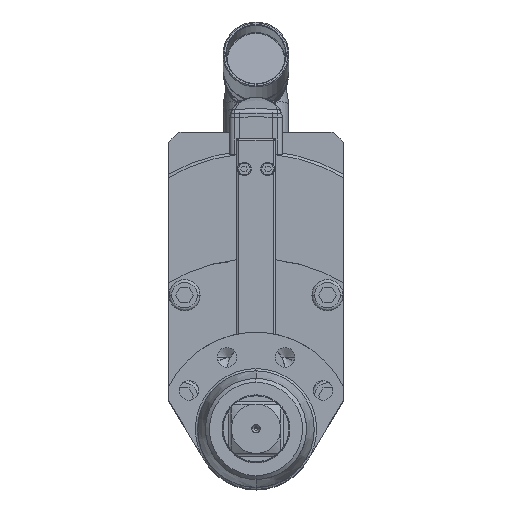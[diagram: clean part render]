
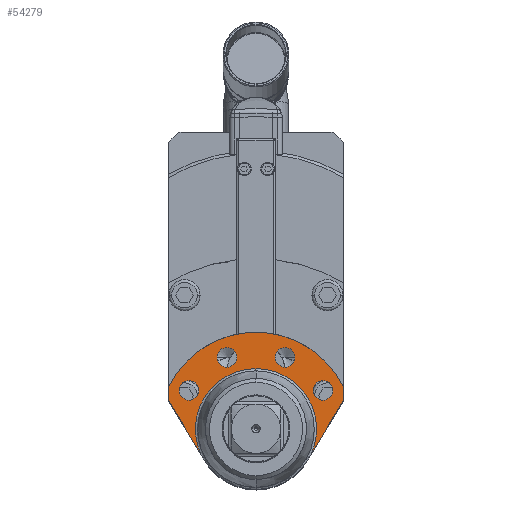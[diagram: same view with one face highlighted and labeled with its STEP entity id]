
A CAD part, top view. The second image highlights one B-rep face of the part: STEP entity #54279.
In plain terms, the highlighted planar face has unit normal (0, 0, 1).
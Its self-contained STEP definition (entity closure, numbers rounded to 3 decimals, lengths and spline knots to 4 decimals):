
#19710=CARTESIAN_POINT('',(0.,-4.2661,24.7441));
#19711=DIRECTION('',(0.,0.,-1.));
#19712=DIRECTION('',(-0.91,-0.415,0.));
#19713=AXIS2_PLACEMENT_3D('',#19710,#19711,#19712);
#19715=DIRECTION('',(-0.515,0.857,0.));
#19716=VECTOR('',#19715,1.2698);
#19717=CARTESIAN_POINT('',(-1.1177,-4.7757,
24.7441));
#19718=LINE('',#19717,#19716);
#19719=DIRECTION('',(0.,1.,0.));
#19720=VECTOR('',#19719,0.2792);
#19721=CARTESIAN_POINT('',(-1.7717,-3.6873,
24.7441));
#19722=LINE('',#19721,#19720);
#19723=CARTESIAN_POINT('',(0.,-4.2661,24.7441));
#19724=DIRECTION('',(0.,0.,-1.));
#19725=DIRECTION('',(-0.9,0.436,0.));
#19726=AXIS2_PLACEMENT_3D('',#19723,#19724,#19725);
#19728=DIRECTION('',(0.,-1.,0.));
#19729=VECTOR('',#19728,0.2792);
#19730=CARTESIAN_POINT('',(1.7717,-3.4081,
24.7441));
#19731=LINE('',#19730,#19729);
#19732=DIRECTION('',(-0.515,-0.857,0.));
#19733=VECTOR('',#19732,1.2698);
#19734=CARTESIAN_POINT('',(1.7717,-3.6873,
24.7441));
#19735=LINE('',#19734,#19733);
#19736=CARTESIAN_POINT('',(0.,-4.2661,24.7441));
#19737=DIRECTION('',(0.,0.,-1.));
#19738=DIRECTION('',(0.,1.,0.));
#19739=AXIS2_PLACEMENT_3D('',#19736,#19737,#19738);
#19741=CARTESIAN_POINT('',(0.5906,-2.8094,
24.7441));
#19742=DIRECTION('',(0.,0.,1.));
#19743=DIRECTION('',(1.,0.,0.));
#19744=AXIS2_PLACEMENT_3D('',#19741,#19742,#19743);
#19746=CARTESIAN_POINT('',(0.5906,-2.8094,
24.7441));
#19747=DIRECTION('',(0.,0.,1.));
#19748=DIRECTION('',(-1.,0.,0.));
#19749=AXIS2_PLACEMENT_3D('',#19746,#19747,#19748);
#19751=CARTESIAN_POINT('',(-0.5906,-2.8094,
24.7441));
#19752=DIRECTION('',(0.,0.,-1.));
#19753=DIRECTION('',(-1.,0.,0.));
#19754=AXIS2_PLACEMENT_3D('',#19751,#19752,#19753);
#19756=CARTESIAN_POINT('',(-0.5906,-2.8094,
24.7441));
#19757=DIRECTION('',(0.,0.,-1.));
#19758=DIRECTION('',(1.,0.,0.));
#19759=AXIS2_PLACEMENT_3D('',#19756,#19757,#19758);
#19761=CARTESIAN_POINT('',(1.3583,-3.4787,
24.7441));
#19762=DIRECTION('',(0.,0.,-1.));
#19763=DIRECTION('',(-1.,0.,0.));
#19764=AXIS2_PLACEMENT_3D('',#19761,#19762,#19763);
#19766=CARTESIAN_POINT('',(1.3583,-3.4787,
24.7441));
#19767=DIRECTION('',(0.,0.,-1.));
#19768=DIRECTION('',(1.,0.,0.));
#19769=AXIS2_PLACEMENT_3D('',#19766,#19767,#19768);
#19771=CARTESIAN_POINT('',(-1.3583,-3.4787,
24.7441));
#19772=DIRECTION('',(0.,0.,-1.));
#19773=DIRECTION('',(-1.,0.,0.));
#19774=AXIS2_PLACEMENT_3D('',#19771,#19772,#19773);
#19776=CARTESIAN_POINT('',(-1.3583,-3.4787,
24.7441));
#19777=DIRECTION('',(0.,0.,-1.));
#19778=DIRECTION('',(1.,0.,0.));
#19779=AXIS2_PLACEMENT_3D('',#19776,#19777,#19778);
#24447=CARTESIAN_POINT('',(-1.7717,-3.6873,
24.7441));
#24448=CARTESIAN_POINT('',(-1.7717,-3.4081,
24.7441));
#24449=VERTEX_POINT('',#24447);
#24450=VERTEX_POINT('',#24448);
#24451=CARTESIAN_POINT('',(1.7717,-3.4081,
24.7441));
#24452=VERTEX_POINT('',#24451);
#24453=CARTESIAN_POINT('',(1.7717,-3.6873,
24.7441));
#24454=VERTEX_POINT('',#24453);
#24463=CARTESIAN_POINT('',(0.3916,-2.8094,
24.7441));
#24464=VERTEX_POINT('',#24463);
#24465=CARTESIAN_POINT('',(0.7895,-2.8094,
24.7441));
#24466=VERTEX_POINT('',#24465);
#24491=CARTESIAN_POINT('',(-1.1177,-4.7757,
24.7441));
#24492=CARTESIAN_POINT('',(0.,-3.0378,24.7441));
#24493=VERTEX_POINT('',#24491);
#24494=VERTEX_POINT('',#24492);
#24495=CARTESIAN_POINT('',(1.1177,-4.7757,
24.7441));
#24496=VERTEX_POINT('',#24495);
#24513=CARTESIAN_POINT('',(-0.7895,-2.8094,
24.7441));
#24514=CARTESIAN_POINT('',(-0.3916,-2.8094,
24.7441));
#24515=VERTEX_POINT('',#24513);
#24516=VERTEX_POINT('',#24514);
#24521=CARTESIAN_POINT('',(1.1593,-3.4787,
24.7441));
#24522=CARTESIAN_POINT('',(1.5572,-3.4787,
24.7441));
#24523=VERTEX_POINT('',#24521);
#24524=VERTEX_POINT('',#24522);
#24529=CARTESIAN_POINT('',(-1.5572,-3.4787,
24.7441));
#24530=CARTESIAN_POINT('',(-1.1593,-3.4787,
24.7441));
#24531=VERTEX_POINT('',#24529);
#24532=VERTEX_POINT('',#24530);
#54235=CARTESIAN_POINT('',(0.,-4.2661,24.7441));
#54236=DIRECTION('',(0.,0.,1.));
#54237=DIRECTION('',(0.,1.,0.));
#54238=AXIS2_PLACEMENT_3D('',#54235,#54236,#54237);
#54239=PLANE('',#54238);
#54241=ORIENTED_EDGE('',*,*,#54240,.F.);
#54242=ORIENTED_EDGE('',*,*,#54217,.T.);
#54244=ORIENTED_EDGE('',*,*,#54243,.T.);
#54246=ORIENTED_EDGE('',*,*,#54245,.T.);
#54248=ORIENTED_EDGE('',*,*,#54247,.T.);
#54250=ORIENTED_EDGE('',*,*,#54249,.T.);
#54252=ORIENTED_EDGE('',*,*,#54251,.F.);
#54253=EDGE_LOOP('',(#54241,#54242,#54244,#54246,#54248,#54250,#54252));
#54254=FACE_OUTER_BOUND('',#54253,.F.);
#54256=ORIENTED_EDGE('',*,*,#54255,.T.);
#54258=ORIENTED_EDGE('',*,*,#54257,.T.);
#54259=EDGE_LOOP('',(#54256,#54258));
#54260=FACE_BOUND('',#54259,.F.);
#54262=ORIENTED_EDGE('',*,*,#54261,.F.);
#54264=ORIENTED_EDGE('',*,*,#54263,.F.);
#54265=EDGE_LOOP('',(#54262,#54264));
#54266=FACE_BOUND('',#54265,.F.);
#54268=ORIENTED_EDGE('',*,*,#54267,.F.);
#54270=ORIENTED_EDGE('',*,*,#54269,.F.);
#54271=EDGE_LOOP('',(#54268,#54270));
#54272=FACE_BOUND('',#54271,.F.);
#54274=ORIENTED_EDGE('',*,*,#54273,.F.);
#54276=ORIENTED_EDGE('',*,*,#54275,.F.);
#54277=EDGE_LOOP('',(#54274,#54276));
#54278=FACE_BOUND('',#54277,.F.);
#19714=CIRCLE('',#19713,1.2283);
#19727=CIRCLE('',#19726,1.9685);
#19740=CIRCLE('',#19739,1.2283);
#19745=CIRCLE('',#19744,0.1989);
#19750=CIRCLE('',#19749,0.1989);
#19755=CIRCLE('',#19754,0.1989);
#19760=CIRCLE('',#19759,0.1989);
#19765=CIRCLE('',#19764,0.1989);
#19770=CIRCLE('',#19769,0.1989);
#19775=CIRCLE('',#19774,0.1989);
#19780=CIRCLE('',#19779,0.1989);
#54217=EDGE_CURVE('',#24493,#24449,#19718,.T.);
#54240=EDGE_CURVE('',#24493,#24494,#19714,.T.);
#54243=EDGE_CURVE('',#24449,#24450,#19722,.T.);
#54245=EDGE_CURVE('',#24450,#24452,#19727,.T.);
#54247=EDGE_CURVE('',#24452,#24454,#19731,.T.);
#54249=EDGE_CURVE('',#24454,#24496,#19735,.T.);
#54251=EDGE_CURVE('',#24494,#24496,#19740,.T.);
#54255=EDGE_CURVE('',#24466,#24464,#19745,.T.);
#54257=EDGE_CURVE('',#24464,#24466,#19750,.T.);
#54261=EDGE_CURVE('',#24515,#24516,#19755,.T.);
#54263=EDGE_CURVE('',#24516,#24515,#19760,.T.);
#54267=EDGE_CURVE('',#24523,#24524,#19765,.T.);
#54269=EDGE_CURVE('',#24524,#24523,#19770,.T.);
#54273=EDGE_CURVE('',#24531,#24532,#19775,.T.);
#54275=EDGE_CURVE('',#24532,#24531,#19780,.T.);
#54279=ADVANCED_FACE('',(#54254,#54260,#54266,#54272,#54278),#54239,.T.);
